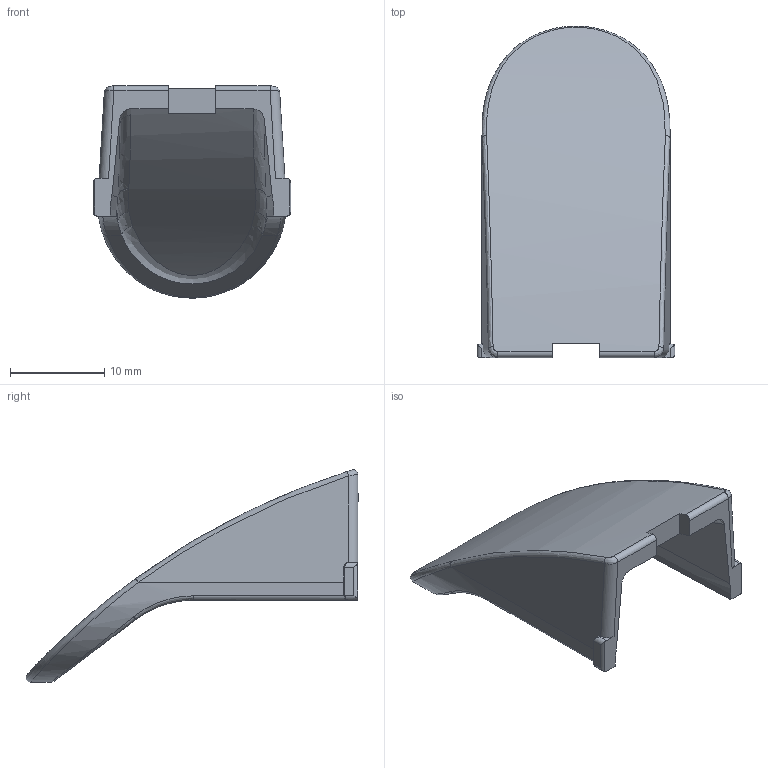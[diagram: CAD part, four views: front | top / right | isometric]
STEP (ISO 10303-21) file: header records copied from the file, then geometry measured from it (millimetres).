
FILE_DESCRIPTION (( 'STEP AP203' ), '1' );
FILE_NAME ('092010.STEP', '2012-08-28T14:42:18', ( '' ), ( '' ), 'SwSTEP 2.0', 'SolidWorks 2012', '' );
FILE_SCHEMA (( 'CONFIG_CONTROL_DESIGN' ));
Length unit declared in the file: millimetre
Products named in the file (1): 092010
Bounding box: 21 x 35.22 x 22.52 mm (x, y, z)
Volume: 2403.6 mm3; surface area: 2302.5 mm2
Topology: 1 solids, 1 shells, 60 faces, 156 edges, 98 vertices
Faces by surface type: cylinder 22, plane 20, bspline 16, cone 2
Entity records: 2644 total; most frequent: CARTESIAN_POINT 1303, ORIENTED_EDGE 312, DIRECTION 207, EDGE_CURVE 156, VERTEX_POINT 98, AXIS2_PLACEMENT_3D 72, VECTOR 63, LINE 63
